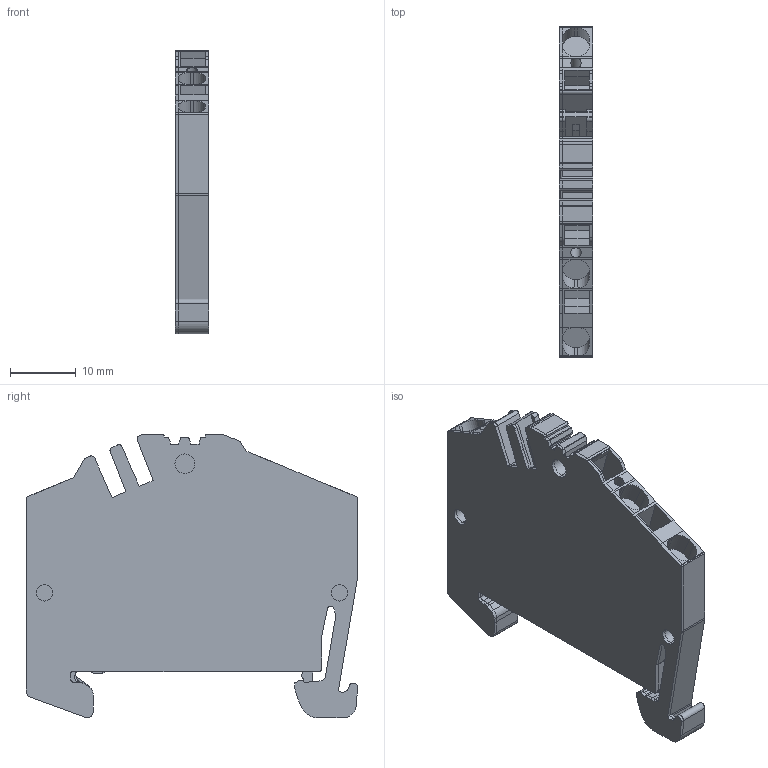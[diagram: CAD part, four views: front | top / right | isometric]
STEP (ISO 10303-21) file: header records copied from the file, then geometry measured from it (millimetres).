
FILE_DESCRIPTION(('CATIA V5R22 STEP214','CAx-IF Rec.Pracs.--- Model Styling and Organization---1.4--- 2014-01-23'),'2;1');
FILE_NAME ('019119-3_0', '2021-04-13T04:53:55+00:00', ('Weidmueller Interface'), ('Weidmueller'), 'CATIA Version 5-6 Release 2016 SP3 HF44', 'CATIA V5 STEP AP214', 'none');
FILE_SCHEMA(('AUTOMOTIVE_DESIGN { 1 0 10303 214 1 1 1 1 }'));
Length unit declared in the file: millimetre
Products named in the file (1): ZPE 2.5-2/3AN_AllCATPart
Bounding box: 5.1 x 50.5 x 43.25 mm (x, y, z)
Volume: 7782.3 mm3; surface area: 8778.3 mm2
Topology: 6 solids, 6 shells, 411 faces, 1156 edges, 762 vertices
Faces by surface type: plane 278, cylinder 131, extrusion 1, torus 1
Entity records: 12432 total; most frequent: ORIENTED_EDGE 2312, CARTESIAN_POINT 2260, DIRECTION 1732, EDGE_CURVE 1156, VECTOR 883, LINE 882, VERTEX_POINT 762, AXIS2_PLACEMENT_3D 559
